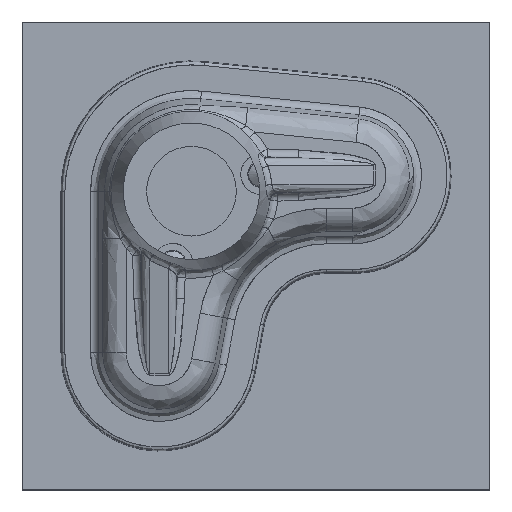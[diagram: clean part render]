
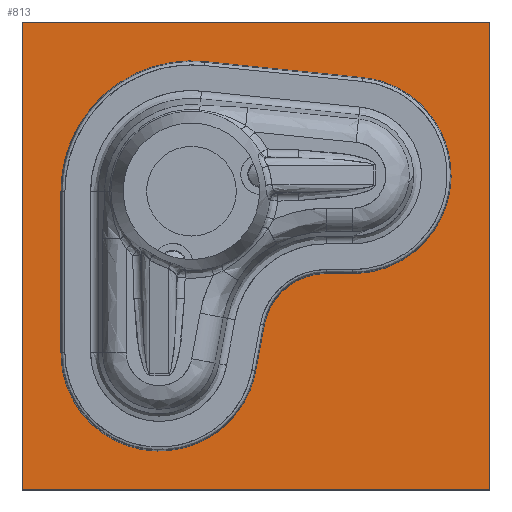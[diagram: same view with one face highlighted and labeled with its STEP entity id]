
A CAD part, top view. The second image highlights one B-rep face of the part: STEP entity #813.
In plain terms, the highlighted free-form (B-spline) face has degree [1, 1] with [2, 2] control points.
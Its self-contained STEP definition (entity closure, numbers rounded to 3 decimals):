
#282=FACE_BOUND('',#1070,.T.);
#340=CURVE_REPLICA('',#492,#416);
#341=CURVE_REPLICA('',#493,#417);
#342=CURVE_REPLICA('',#494,#418);
#343=CURVE_REPLICA('',#495,#419);
#344=CURVE_REPLICA('',#496,#420);
#345=CURVE_REPLICA('',#497,#421);
#346=CURVE_REPLICA('',#498,#422);
#347=CURVE_REPLICA('',#499,#423);
#416=CARTESIAN_TRANSFORMATION_OPERATOR_3D($,$,$,#3760,#3761,#7829,1.,#3762);
#417=CARTESIAN_TRANSFORMATION_OPERATOR_3D($,$,$,#3764,#3765,#7831,1.,#3766);
#418=CARTESIAN_TRANSFORMATION_OPERATOR_3D($,$,$,#3768,#3769,#7833,1.,#3770);
#419=CARTESIAN_TRANSFORMATION_OPERATOR_3D($,$,$,#3772,#3773,#7835,1.,#3774);
#420=CARTESIAN_TRANSFORMATION_OPERATOR_3D($,$,$,#3776,#3777,#7846,1.,#3778);
#421=CARTESIAN_TRANSFORMATION_OPERATOR_3D($,$,$,#3780,#3781,#7851,1.,#3782);
#422=CARTESIAN_TRANSFORMATION_OPERATOR_3D($,$,$,#3784,#3785,#7862,1.,#3786);
#423=CARTESIAN_TRANSFORMATION_OPERATOR_3D($,$,$,#3788,#3789,#7873,1.,#3790);
#492=LINE('',#7828,#568);
#493=LINE('',#7830,#569);
#494=LINE('',#7832,#570);
#495=LINE('',#7834,#571);
#496=LINE('',#7845,#572);
#497=LINE('',#7850,#573);
#498=LINE('',#7861,#574);
#499=LINE('',#7872,#575);
#568=VECTOR('',#3759,1.);
#569=VECTOR('',#3763,1.);
#570=VECTOR('',#3767,1.);
#571=VECTOR('',#3771,1.);
#572=VECTOR('',#3775,1.);
#573=VECTOR('',#3779,1.);
#574=VECTOR('',#3783,1.);
#575=VECTOR('',#3787,1.);
#813=ADVANCED_FACE('',(#937,#282),#1745,.T.);
#937=FACE_OUTER_BOUND('',#1069,.T.);
#1069=EDGE_LOOP('',(#1551,#1552,#1553,#1554));
#1070=EDGE_LOOP('',(#1555,#1556,#1557,#1558,#1559,#1560,#1561,#1562));
#1551=ORIENTED_EDGE('',*,*,#2616,.T.);
#1552=ORIENTED_EDGE('',*,*,#2617,.T.);
#1553=ORIENTED_EDGE('',*,*,#2618,.T.);
#1554=ORIENTED_EDGE('',*,*,#2619,.T.);
#1555=ORIENTED_EDGE('',*,*,#2620,.T.);
#1556=ORIENTED_EDGE('',*,*,#2621,.T.);
#1557=ORIENTED_EDGE('',*,*,#2622,.T.);
#1558=ORIENTED_EDGE('',*,*,#2623,.T.);
#1559=ORIENTED_EDGE('',*,*,#2624,.T.);
#1560=ORIENTED_EDGE('',*,*,#2625,.T.);
#1561=ORIENTED_EDGE('',*,*,#2626,.T.);
#1562=ORIENTED_EDGE('',*,*,#2627,.T.);
#1745=(
BOUNDED_SURFACE()
B_SPLINE_SURFACE(1,1,((#7874,#7875),(#7876,#7877)),.UNSPECIFIED.,.F.,.F.,.F.)
B_SPLINE_SURFACE_WITH_KNOTS((2,2),(2,2),(0.,128.905),(-128.905,0.),
.UNSPECIFIED.)
GEOMETRIC_REPRESENTATION_ITEM()
RATIONAL_B_SPLINE_SURFACE(((1.,1.),(1.,1.)))
REPRESENTATION_ITEM('')
SURFACE()
);
#1946=TRIMMED_CURVE('',#340,(PARAMETER_VALUE(0.)),(PARAMETER_VALUE(128.905)),
.T.,.PARAMETER.);
#1947=TRIMMED_CURVE('',#341,(PARAMETER_VALUE(0.)),(PARAMETER_VALUE(128.905)),
.T.,.PARAMETER.);
#1948=TRIMMED_CURVE('',#342,(PARAMETER_VALUE(0.)),(PARAMETER_VALUE(128.905)),
.T.,.PARAMETER.);
#1949=TRIMMED_CURVE('',#343,(PARAMETER_VALUE(0.)),(PARAMETER_VALUE(128.905)),
.T.,.PARAMETER.);
#1950=TRIMMED_CURVE('',#2944,(PARAMETER_VALUE(95.758)),(
PARAMETER_VALUE(270.)),.T.,.PARAMETER.);
#1951=TRIMMED_CURVE('',#344,(PARAMETER_VALUE(0.)),(PARAMETER_VALUE(
7.312)),.T.,.PARAMETER.);
#1952=TRIMMED_CURVE('',#345,(PARAMETER_VALUE(0.)),(PARAMETER_VALUE(
12.752)),.T.,.PARAMETER.);
#1953=TRIMMED_CURVE('',#2946,(PARAMETER_VALUE(190.482)),(
PARAMETER_VALUE(360.)),.T.,.PARAMETER.);
#1954=TRIMMED_CURVE('',#346,(PARAMETER_VALUE(0.)),(PARAMETER_VALUE(44.45)),.T.
,.PARAMETER.);
#1955=TRIMMED_CURVE('',#2947,(PARAMETER_VALUE(0.)),(PARAMETER_VALUE(
95.758)),.T.,.PARAMETER.);
#1956=TRIMMED_CURVE('',#347,(PARAMETER_VALUE(0.)),(PARAMETER_VALUE(
43.779)),.T.,.PARAMETER.);
#2616=EDGE_CURVE('',#3443,#3440,#1946,.T.);
#2617=EDGE_CURVE('',#3440,#3441,#1947,.T.);
#2618=EDGE_CURVE('',#3441,#3442,#1948,.T.);
#2619=EDGE_CURVE('',#3442,#3443,#1949,.T.);
#2620=EDGE_CURVE('',#3451,#3444,#1950,.T.);
#2621=EDGE_CURVE('',#3444,#3445,#1951,.T.);
#2622=EDGE_CURVE('',#3445,#3446,#2945,.T.);
#2623=EDGE_CURVE('',#3446,#3447,#1952,.T.);
#2624=EDGE_CURVE('',#3447,#3448,#1953,.T.);
#2625=EDGE_CURVE('',#3448,#3449,#1954,.T.);
#2626=EDGE_CURVE('',#3449,#3450,#1955,.T.);
#2627=EDGE_CURVE('',#3450,#3451,#1956,.T.);
#2944=(
BOUNDED_CURVE()
B_SPLINE_CURVE(2,(#7836,#7837,#7838,#7839,#7840,#7841,#7842,#7843,#7844),
.UNSPECIFIED.,.T.,.F.)
B_SPLINE_CURVE_WITH_KNOTS((3,2,2,2,3),(0.,90.,180.,270.,360.),.UNSPECIFIED.)
CURVE()
GEOMETRIC_REPRESENTATION_ITEM()
RATIONAL_B_SPLINE_CURVE((1.,0.707,1.,0.707,1.,
0.707,1.,0.707,1.))
REPRESENTATION_ITEM('')
);
#2945=(
BOUNDED_CURVE()
B_SPLINE_CURVE(2,(#7847,#7848,#7849),.UNSPECIFIED.,.F.,.F.)
B_SPLINE_CURVE_WITH_KNOTS((3,3),(10.482,90.),.UNSPECIFIED.)
CURVE()
GEOMETRIC_REPRESENTATION_ITEM()
RATIONAL_B_SPLINE_CURVE((1.,0.744,0.936))
REPRESENTATION_ITEM('')
);
#2946=(
BOUNDED_CURVE()
B_SPLINE_CURVE(2,(#7852,#7853,#7854,#7855,#7856,#7857,#7858,#7859,#7860),
.UNSPECIFIED.,.T.,.F.)
B_SPLINE_CURVE_WITH_KNOTS((3,2,2,2,3),(0.,90.,180.,270.,360.),.UNSPECIFIED.)
CURVE()
GEOMETRIC_REPRESENTATION_ITEM()
RATIONAL_B_SPLINE_CURVE((1.,0.707,1.,0.707,1.,
0.707,1.,0.707,1.))
REPRESENTATION_ITEM('')
);
#2947=(
BOUNDED_CURVE()
B_SPLINE_CURVE(2,(#7863,#7864,#7865,#7866,#7867,#7868,#7869,#7870,#7871),
.UNSPECIFIED.,.T.,.F.)
B_SPLINE_CURVE_WITH_KNOTS((3,2,2,2,3),(0.,90.,180.,270.,360.),.UNSPECIFIED.)
CURVE()
GEOMETRIC_REPRESENTATION_ITEM()
RATIONAL_B_SPLINE_CURVE((1.,0.707,1.,0.707,1.,
0.707,1.,0.707,1.))
REPRESENTATION_ITEM('')
);
#3440=VERTEX_POINT('',#7816);
#3441=VERTEX_POINT('',#7817);
#3442=VERTEX_POINT('',#7818);
#3443=VERTEX_POINT('',#7819);
#3444=VERTEX_POINT('',#7820);
#3445=VERTEX_POINT('',#7821);
#3446=VERTEX_POINT('',#7822);
#3447=VERTEX_POINT('',#7823);
#3448=VERTEX_POINT('',#7824);
#3449=VERTEX_POINT('',#7825);
#3450=VERTEX_POINT('',#7826);
#3451=VERTEX_POINT('',#7827);
#3759=DIRECTION('',(-1.,0.,0.));
#3760=DIRECTION('',(1.,0.,0.));
#3761=DIRECTION('',(0.,1.,0.));
#3762=DIRECTION('',(0.,0.,1.));
#3763=DIRECTION('',(0.,-1.,0.));
#3764=DIRECTION('',(1.,0.,0.));
#3765=DIRECTION('',(0.,1.,0.));
#3766=DIRECTION('',(0.,0.,1.));
#3767=DIRECTION('',(1.,0.,0.));
#3768=DIRECTION('',(1.,0.,0.));
#3769=DIRECTION('',(0.,1.,0.));
#3770=DIRECTION('',(0.,0.,1.));
#3771=DIRECTION('',(0.,1.,0.));
#3772=DIRECTION('',(1.,0.,0.));
#3773=DIRECTION('',(0.,1.,0.));
#3774=DIRECTION('',(0.,0.,1.));
#3775=DIRECTION('',(-1.,0.,0.));
#3776=DIRECTION('',(1.,0.,0.));
#3777=DIRECTION('',(0.,1.,0.));
#3778=DIRECTION('',(0.,0.,1.));
#3779=DIRECTION('',(-0.182,-0.983,0.));
#3780=DIRECTION('',(1.,0.,0.));
#3781=DIRECTION('',(0.,1.,0.));
#3782=DIRECTION('',(0.,0.,1.));
#3783=DIRECTION('',(0.,1.,0.));
#3784=DIRECTION('',(1.,0.,0.));
#3785=DIRECTION('',(0.,1.,0.));
#3786=DIRECTION('',(0.,0.,1.));
#3787=DIRECTION('',(0.995,-0.1,0.));
#3788=DIRECTION('',(1.,0.,0.));
#3789=DIRECTION('',(0.,1.,0.));
#3790=DIRECTION('',(0.,0.,1.));
#7816=CARTESIAN_POINT('',(-76.913,60.,0.));
#7817=CARTESIAN_POINT('',(-76.913,-68.905,0.));
#7818=CARTESIAN_POINT('',(51.992,-68.905,0.));
#7819=CARTESIAN_POINT('',(51.992,60.,0.));
#7820=CARTESIAN_POINT('',(14.209,-9.282,0.));
#7821=CARTESIAN_POINT('',(6.897,-9.282,0.));
#7822=CARTESIAN_POINT('',(-10.201,-23.507,0.));
#7823=CARTESIAN_POINT('',(-12.52,-36.046,0.));
#7824=CARTESIAN_POINT('',(-66.193,-31.123,0.));
#7825=CARTESIAN_POINT('',(-66.193,13.327,0.));
#7826=CARTESIAN_POINT('',(-26.634,49.098,0.));
#7827=CARTESIAN_POINT('',(16.924,44.705,0.));
#7828=CARTESIAN_POINT('',(51.992,60.,0.));
#7829=CARTESIAN_POINT('',(0.,0.,0.));
#7830=CARTESIAN_POINT('',(-76.913,60.,0.));
#7831=CARTESIAN_POINT('',(0.,0.,0.));
#7832=CARTESIAN_POINT('',(-76.913,-68.905,0.));
#7833=CARTESIAN_POINT('',(0.,0.,0.));
#7834=CARTESIAN_POINT('',(51.992,-68.905,0.));
#7835=CARTESIAN_POINT('',(0.,0.,0.));
#7836=CARTESIAN_POINT('',(-12.853,17.78,0.));
#7837=CARTESIAN_POINT('',(-12.853,44.842,0.));
#7838=CARTESIAN_POINT('',(14.209,44.842,0.));
#7839=CARTESIAN_POINT('',(41.271,44.842,0.));
#7840=CARTESIAN_POINT('',(41.271,17.78,0.));
#7841=CARTESIAN_POINT('',(41.271,-9.282,0.));
#7842=CARTESIAN_POINT('',(14.209,-9.282,0.));
#7843=CARTESIAN_POINT('',(-12.853,-9.282,0.));
#7844=CARTESIAN_POINT('',(-12.853,17.78,0.));
#7845=CARTESIAN_POINT('',(14.209,-9.282,0.));
#7846=CARTESIAN_POINT('',(0.,0.,0.));
#7847=CARTESIAN_POINT('',(6.897,-9.282,0.));
#7848=CARTESIAN_POINT('',(-7.569,-9.282,0.));
#7849=CARTESIAN_POINT('',(-10.201,-23.507,0.));
#7850=CARTESIAN_POINT('',(-10.201,-23.507,0.));
#7851=CARTESIAN_POINT('',(0.,0.,0.));
#7852=CARTESIAN_POINT('',(-66.193,-31.123,0.));
#7853=CARTESIAN_POINT('',(-66.193,-4.061,0.));
#7854=CARTESIAN_POINT('',(-39.131,-4.061,0.));
#7855=CARTESIAN_POINT('',(-12.069,-4.061,0.));
#7856=CARTESIAN_POINT('',(-12.069,-31.123,0.));
#7857=CARTESIAN_POINT('',(-12.069,-58.185,0.));
#7858=CARTESIAN_POINT('',(-39.131,-58.185,0.));
#7859=CARTESIAN_POINT('',(-66.193,-58.185,0.));
#7860=CARTESIAN_POINT('',(-66.193,-31.123,0.));
#7861=CARTESIAN_POINT('',(-66.193,-31.123,0.));
#7862=CARTESIAN_POINT('',(0.,0.,0.));
#7863=CARTESIAN_POINT('',(-66.193,13.327,0.));
#7864=CARTESIAN_POINT('',(-66.193,49.279,0.));
#7865=CARTESIAN_POINT('',(-30.241,49.279,0.));
#7866=CARTESIAN_POINT('',(5.711,49.279,0.));
#7867=CARTESIAN_POINT('',(5.711,13.327,0.));
#7868=CARTESIAN_POINT('',(5.711,-22.625,0.));
#7869=CARTESIAN_POINT('',(-30.241,-22.625,0.));
#7870=CARTESIAN_POINT('',(-66.193,-22.625,0.));
#7871=CARTESIAN_POINT('',(-66.193,13.327,0.));
#7872=CARTESIAN_POINT('',(-26.634,49.098,0.));
#7873=CARTESIAN_POINT('',(0.,0.,0.));
#7874=CARTESIAN_POINT('',(-76.913,-68.905,0.));
#7875=CARTESIAN_POINT('',(-76.913,60.,0.));
#7876=CARTESIAN_POINT('',(51.992,-68.905,0.));
#7877=CARTESIAN_POINT('',(51.992,60.,0.));
